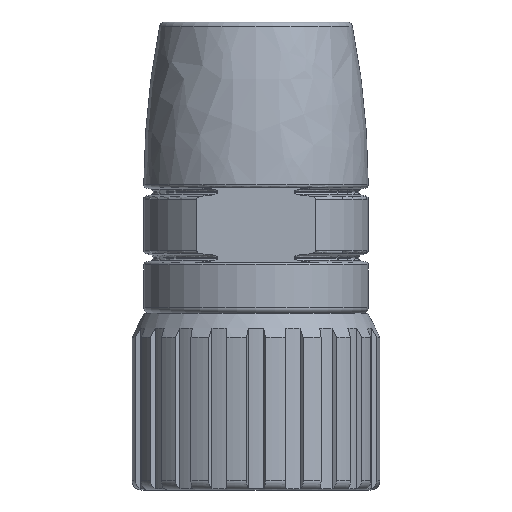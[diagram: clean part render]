
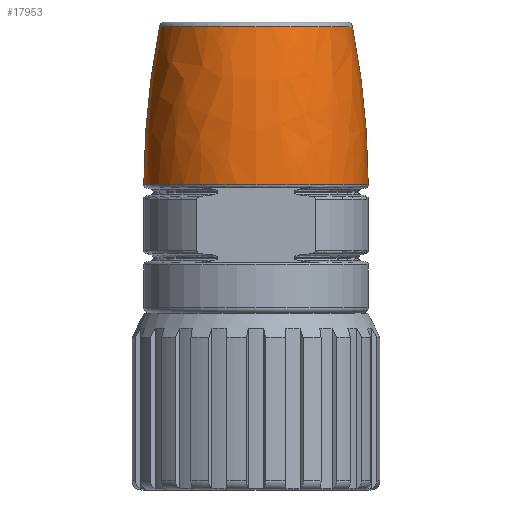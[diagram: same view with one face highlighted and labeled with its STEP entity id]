
A CAD part, front view. The second image highlights one B-rep face of the part: STEP entity #17953.
In plain terms, the highlighted free-form (B-spline) face has degree [3, 3] with [7, 4] control points.
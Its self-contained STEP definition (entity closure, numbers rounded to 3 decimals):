
#126=CARTESIAN_POINT('',(0.,0.,13.435));
#127=DIRECTION('',(0.,0.,1.));
#128=DIRECTION('',(-1.,0.,0.));
#129=AXIS2_PLACEMENT_3D('',#126,#127,#128);
#8220=CARTESIAN_POINT('',(74.636,0.,13.2));
#8221=DIRECTION('',(0.,-1.,0.));
#8222=DIRECTION('',(-0.981,0.,0.195));
#8223=AXIS2_PLACEMENT_3D('',#8220,#8221,#8222);
#8225=CARTESIAN_POINT('',(0.,0.,30.017));
#8226=DIRECTION('',(0.,0.,-1.));
#8227=DIRECTION('',(1.,0.,0.));
#8228=AXIS2_PLACEMENT_3D('',#8225,#8226,#8227);
#8230=CARTESIAN_POINT('',(-74.636,0.,13.2));
#8231=DIRECTION('',(0.,1.,0.));
#8232=DIRECTION('',(0.981,0.,0.195));
#8233=AXIS2_PLACEMENT_3D('',#8230,#8231,#8232);
#8348=CARTESIAN_POINT('',(-10.097,0.,30.017));
#8349=CARTESIAN_POINT('',(10.097,0.,30.017));
#8350=VERTEX_POINT('',#8348);
#8351=VERTEX_POINT('',#8349);
#8360=CARTESIAN_POINT('',(11.75,0.,13.435));
#8362=VERTEX_POINT('',#8360);
#8364=CARTESIAN_POINT('',(-11.75,0.,13.435));
#8365=VERTEX_POINT('',#8364);
#17917=CARTESIAN_POINT('',(-11.727,0.738,
13.101));
#17918=CARTESIAN_POINT('',(-11.733,0.738,
18.897));
#17919=CARTESIAN_POINT('',(-11.16,0.702,
24.664));
#17920=CARTESIAN_POINT('',(-10.012,0.63,
30.344));
#17921=CARTESIAN_POINT('',(-12.181,-6.479,
13.101));
#17922=CARTESIAN_POINT('',(-12.188,-6.483,
18.897));
#17923=CARTESIAN_POINT('',(-11.592,-6.166,
24.664));
#17924=CARTESIAN_POINT('',(-10.4,-5.531,
30.344));
#17925=CARTESIAN_POINT('',(-7.231,-11.75,
13.101));
#17926=CARTESIAN_POINT('',(-7.235,-11.757,
18.897));
#17927=CARTESIAN_POINT('',(-6.881,-11.182,
24.664));
#17928=CARTESIAN_POINT('',(-6.174,-10.032,
30.344));
#17929=CARTESIAN_POINT('',(0.,-11.75,13.101));
#17930=CARTESIAN_POINT('',(0.,-11.757,18.897));
#17931=CARTESIAN_POINT('',(0.,-11.182,24.664));
#17932=CARTESIAN_POINT('',(0.,-10.032,30.344));
#17933=CARTESIAN_POINT('',(7.231,-11.75,
13.101));
#17934=CARTESIAN_POINT('',(7.235,-11.757,
18.897));
#17935=CARTESIAN_POINT('',(6.881,-11.182,
24.664));
#17936=CARTESIAN_POINT('',(6.174,-10.032,
30.344));
#17937=CARTESIAN_POINT('',(12.181,-6.479,
13.101));
#17938=CARTESIAN_POINT('',(12.188,-6.483,
18.897));
#17939=CARTESIAN_POINT('',(11.592,-6.166,
24.664));
#17940=CARTESIAN_POINT('',(10.4,-5.531,
30.344));
#17941=CARTESIAN_POINT('',(11.727,0.738,
13.101));
#17942=CARTESIAN_POINT('',(11.733,0.738,
18.897));
#17943=CARTESIAN_POINT('',(11.16,0.702,
24.664));
#17944=CARTESIAN_POINT('',(10.012,0.63,
30.344));
#17945=(BOUNDED_SURFACE()B_SPLINE_SURFACE(3,3,((#17917,#17918,#17919,#17920),(
#17921,#17922,#17923,#17924),(#17925,#17926,#17927,#17928),(#17929,#17930,
#17931,#17932),(#17933,#17934,#17935,#17936),(#17937,#17938,#17939,#17940),(
#17941,#17942,#17943,#17944)),.UNSPECIFIED.,.F.,.F.,.F.)B_SPLINE_SURFACE_WITH_KNOTS((4,3,4),(4,4),(0.,1.,2.),(0.,1.),.UNSPECIFIED.)GEOMETRIC_REPRESENTATION_ITEM()RATIONAL_B_SPLINE_SURFACE(((1.19,1.186,
1.186,1.19),(0.94,0.937,
0.937,0.94),(0.94,0.937,
0.937,0.94),(1.19,1.186,
1.186,1.19),(0.94,0.937,
0.937,0.94),(0.94,0.937,
0.937,0.94),(1.19,1.186,
1.186,1.19)))REPRESENTATION_ITEM('')SURFACE());
#17946=ORIENTED_EDGE('',*,*,#9380,.F.);
#17947=ORIENTED_EDGE('',*,*,#9352,.F.);
#17949=ORIENTED_EDGE('',*,*,#17948,.F.);
#17950=ORIENTED_EDGE('',*,*,#9349,.T.);
#17951=EDGE_LOOP('',(#17946,#17947,#17949,#17950));
#17952=FACE_OUTER_BOUND('',#17951,.F.);
#130=CIRCLE('',#129,11.75);
#8224=CIRCLE('',#8223,86.386);
#8229=CIRCLE('',#8228,10.097);
#8234=CIRCLE('',#8233,86.386);
#9349=EDGE_CURVE('',#8351,#8362,#8234,.T.);
#9352=EDGE_CURVE('',#8350,#8365,#8224,.T.);
#9380=EDGE_CURVE('',#8365,#8362,#130,.T.);
#17948=EDGE_CURVE('',#8351,#8350,#8229,.T.);
#17953=ADVANCED_FACE('',(#17952),#17945,.T.);
